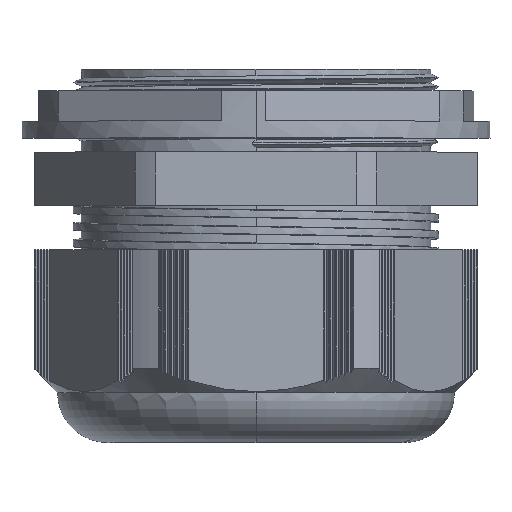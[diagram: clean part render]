
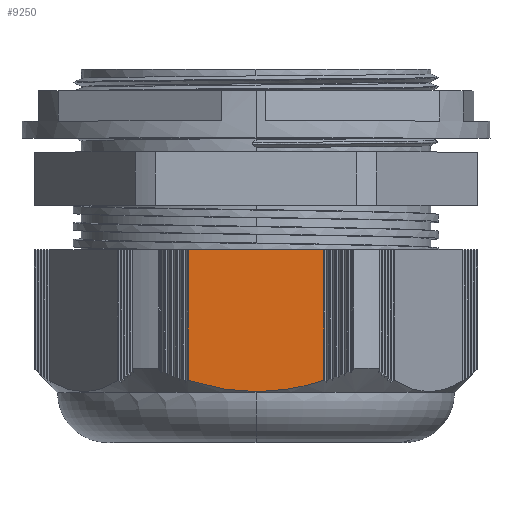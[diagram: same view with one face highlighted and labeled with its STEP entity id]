
A CAD part, top view. The second image highlights one B-rep face of the part: STEP entity #9250.
In plain terms, the highlighted planar face has unit normal (0, 0, 1).
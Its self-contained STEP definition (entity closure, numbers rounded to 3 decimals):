
#364 = LINE ( 'NONE', #380, #19536 ) ;
#380 = CARTESIAN_POINT ( 'NONE',  ( -11.149, 56.777, 32.75 ) ) ;
#384 = DIRECTION ( 'NONE',  ( 1., 0., 0. ) ) ;
#413 = DIRECTION ( 'NONE',  ( 0., 1., 0. ) ) ;
#418 = CARTESIAN_POINT ( 'NONE',  ( -11.149, 33.277, 32.75 ) ) ;
#422 = LINE ( 'NONE', #418, #19546 ) ;
#459 = LINE ( 'NONE', #515, #19561 ) ;
#510 = DIRECTION ( 'NONE',  ( 0., 1., 0. ) ) ;
#515 = CARTESIAN_POINT ( 'NONE',  ( 11.149, 33.277, 32.75 ) ) ;
#828 = CARTESIAN_POINT ( 'NONE',  ( -11.149, 35.264, 32.75 ) ) ;
#889 = CARTESIAN_POINT ( 'NONE',  ( 11.149, 35.264, 32.75 ) ) ;
#5926 = AXIS2_PLACEMENT_3D ( 'NONE', #16397, #16398, #16405 ) ;
#9250 = ADVANCED_FACE ( 'NONE', ( #16392 ), #16396, .T. ) ;
#10228 = ORIENTED_EDGE ( 'NONE', *, *, #12724, .T. ) ;
#10240 = ORIENTED_EDGE ( 'NONE', *, *, #12664, .F. ) ;
#10255 = ORIENTED_EDGE ( 'NONE', *, *, #12679, .F. ) ;
#10271 = ORIENTED_EDGE ( 'NONE', *, *, #11392, .T. ) ;
#11392 = EDGE_CURVE ( 'NONE', #15874, #15898, #18922, .T. ) ;
#12664 = EDGE_CURVE ( 'NONE', #27108, #27188, #364, .T. ) ;
#12679 = EDGE_CURVE ( 'NONE', #15874, #27108, #422, .T. ) ;
#12724 = EDGE_CURVE ( 'NONE', #15898, #27188, #459, .T. ) ;
#15874 = VERTEX_POINT ( 'NONE', #828 ) ;
#15898 = VERTEX_POINT ( 'NONE', #889 ) ;
#16247 = EDGE_LOOP ( 'NONE', ( #10255, #10271, #10228, #10240 ) ) ;
#16392 = FACE_OUTER_BOUND ( 'NONE', #16247, .T. ) ;
#16396 = PLANE ( 'NONE',  #5926 ) ;
#16397 = CARTESIAN_POINT ( 'NONE',  ( -11.149, 33.277, 32.75 ) ) ;
#16398 = DIRECTION ( 'NONE',  ( 0., 0., 1. ) ) ;
#16405 = DIRECTION ( 'NONE',  ( 1., 0., 0. ) ) ;
#18922 = B_SPLINE_CURVE_WITH_KNOTS ( 'NONE', 3,
 ( #21838, #21832, #21840, #21812, #21842, #21826, #21814, #21834, #21821, #21807, #21798, #21822, #21847, #21790 ),
 .UNSPECIFIED., .F., .F.,
 ( 4, 2, 2, 2, 2, 2, 4 ),
 ( 0.014, 0.017, 0.02, 0.026, 0.028, 0.031, 0.037 ),
 .UNSPECIFIED. ) ;
#19536 = VECTOR ( 'NONE', #384, 1000. ) ;
#19546 = VECTOR ( 'NONE', #413, 1000. ) ;
#19561 = VECTOR ( 'NONE', #510, 1000. ) ;
#21790 = CARTESIAN_POINT ( 'NONE',  ( 11.149, 35.264, 32.75 ) ) ;
#21798 = CARTESIAN_POINT ( 'NONE',  ( 4.737, 33.714, 32.75 ) ) ;
#21807 = CARTESIAN_POINT ( 'NONE',  ( 3.802, 33.59, 32.75 ) ) ;
#21812 = CARTESIAN_POINT ( 'NONE',  ( -7.493, 34.231, 32.75 ) ) ;
#21814 = CARTESIAN_POINT ( 'NONE',  ( -1.893, 33.379, 32.75 ) ) ;
#21821 = CARTESIAN_POINT ( 'NONE',  ( 1.913, 33.422, 32.75 ) ) ;
#21822 = CARTESIAN_POINT ( 'NONE',  ( 7.522, 34.199, 32.75 ) ) ;
#21826 = CARTESIAN_POINT ( 'NONE',  ( -3.773, 33.548, 32.75 ) ) ;
#21832 = CARTESIAN_POINT ( 'NONE',  ( -10.251, 34.968, 32.75 ) ) ;
#21834 = CARTESIAN_POINT ( 'NONE',  ( 0.956, 33.379, 32.75 ) ) ;
#21838 = CARTESIAN_POINT ( 'NONE',  ( -11.149, 35.264, 32.75 ) ) ;
#21840 = CARTESIAN_POINT ( 'NONE',  ( -9.338, 34.7, 32.75 ) ) ;
#21842 = CARTESIAN_POINT ( 'NONE',  ( -6.566, 34.032, 32.75 ) ) ;
#21847 = CARTESIAN_POINT ( 'NONE',  ( 9.348, 34.671, 32.75 ) ) ;
#23116 = CARTESIAN_POINT ( 'NONE',  ( -11.149, 56.777, 32.75 ) ) ;
#23166 = CARTESIAN_POINT ( 'NONE',  ( 11.149, 56.777, 32.75 ) ) ;
#27108 = VERTEX_POINT ( 'NONE', #23116 ) ;
#27188 = VERTEX_POINT ( 'NONE', #23166 ) ;
